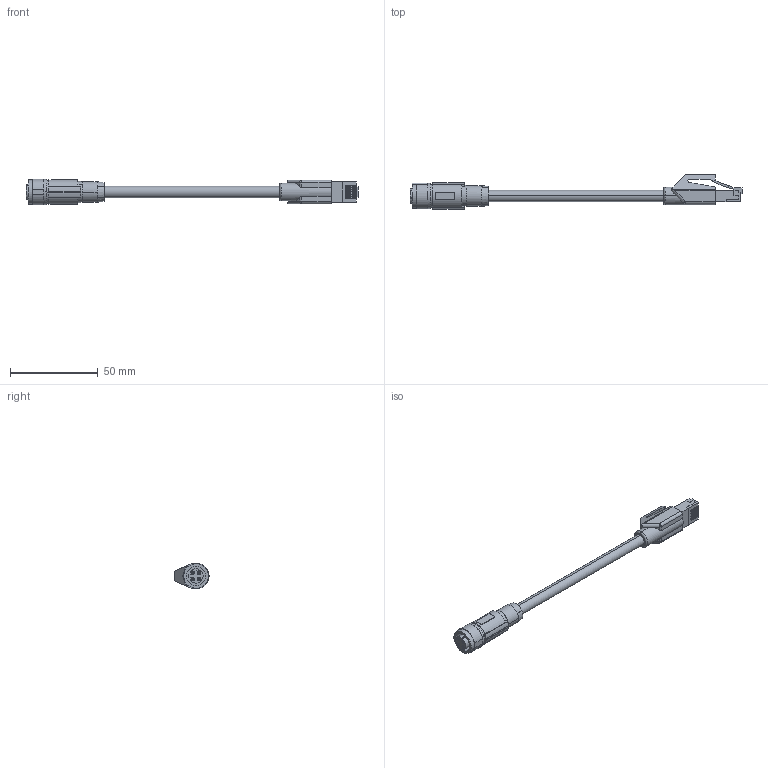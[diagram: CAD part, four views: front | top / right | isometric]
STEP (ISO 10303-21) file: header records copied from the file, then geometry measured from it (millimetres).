
FILE_DESCRIPTION(('SolidDesigner STEP Export'),'2;1');
FILE_NAME('1407387_NBC_FSD_10.0_93E_R4AC_SCO-select.stp','2013-04-10T15:50:18',(''),(''),'Creo Elements/Direct Modeling STEP processor for AP214 (Solid Model)','Creo Elements/Direct Modeling 18.1 06-May-2012 (C) Parametric Technology GmbH','');
FILE_SCHEMA(('AUTOMOTIVE_DESIGN { 1 0 10303 214 1 1 1 1 }'));
Length unit declared in the file: millimetre
Products named in the file (1): 1407387_NBC_FSD_10.0_93E_R4AC_SCO-select
Bounding box: 189.15 x 19.5 x 14.79 mm (x, y, z)
Volume: 14384.9 mm3; surface area: 7380.1 mm2
Topology: 1 solids, 1 shells, 237 faces, 648 edges, 422 vertices
Faces by surface type: plane 163, cylinder 58, cone 12, torus 2, sphere 2
Entity records: 9980 total; most frequent: CARTESIAN_POINT 2277, ORIENTED_EDGE 1292, DIRECTION 1093, EDGE_CURVE 646, VECTOR 441, LINE 441, VERTEX_POINT 422, AXIS2_PLACEMENT_3D 326
